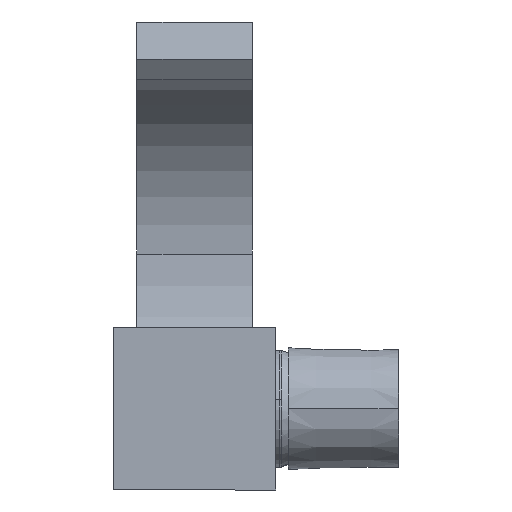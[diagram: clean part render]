
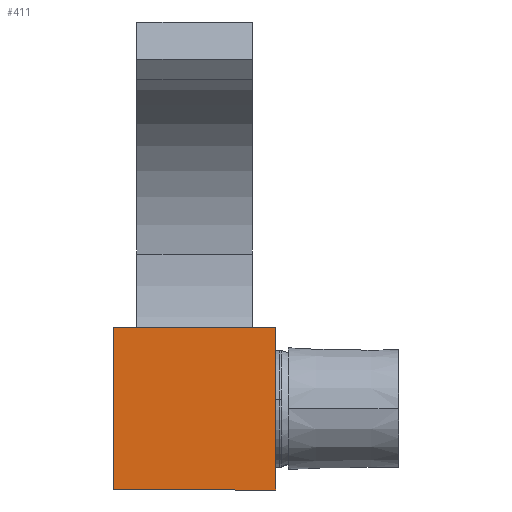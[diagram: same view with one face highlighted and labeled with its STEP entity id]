
A CAD part, front view. The second image highlights one B-rep face of the part: STEP entity #411.
In plain terms, the highlighted planar face has unit normal (0, -1, 0).
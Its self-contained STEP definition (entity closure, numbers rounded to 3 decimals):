
#85 = DIRECTION ( 'NONE',  ( 1., 0., 0. ) ) ;
#86 = EDGE_LOOP ( 'NONE', ( #1110, #212, #1315, #485 ) ) ;
#107 = LINE ( 'NONE', #1545, #746 ) ;
#212 = ORIENTED_EDGE ( 'NONE', *, *, #1166, .F. ) ;
#233 = DIRECTION ( 'NONE',  ( -1., 0., 0. ) ) ;
#325 = DIRECTION ( 'NONE',  ( 0., 1., 0. ) ) ;
#373 = VERTEX_POINT ( 'NONE', #555 ) ;
#387 = DIRECTION ( 'NONE',  ( 0., 0., 1. ) ) ;
#408 = CARTESIAN_POINT ( 'NONE',  ( 25., 0., 25. ) ) ;
#411 = ADVANCED_FACE ( 'NONE', ( #663 ), #909, .F. ) ;
#485 = ORIENTED_EDGE ( 'NONE', *, *, #1394, .F. ) ;
#512 = CARTESIAN_POINT ( 'NONE',  ( -25., 0., 25. ) ) ;
#519 = CARTESIAN_POINT ( 'NONE',  ( 25., 0., -25. ) ) ;
#525 = VECTOR ( 'NONE', #387, 1000. ) ;
#536 = LINE ( 'NONE', #408, #1101 ) ;
#555 = CARTESIAN_POINT ( 'NONE',  ( 25., 0., 25. ) ) ;
#638 = LINE ( 'NONE', #1120, #942 ) ;
#663 = FACE_OUTER_BOUND ( 'NONE', #86, .T. ) ;
#746 = VECTOR ( 'NONE', #233, 1000. ) ;
#749 = CARTESIAN_POINT ( 'NONE',  ( -25., 0., 25. ) ) ;
#909 = PLANE ( 'NONE',  #1325 ) ;
#942 = VECTOR ( 'NONE', #1500, 1000. ) ;
#948 = CARTESIAN_POINT ( 'NONE',  ( -25., 0., -25. ) ) ;
#949 = VERTEX_POINT ( 'NONE', #519 ) ;
#964 = EDGE_CURVE ( 'NONE', #1557, #1167, #1231, .T. ) ;
#1056 = DIRECTION ( 'NONE',  ( 0., 0., 1. ) ) ;
#1101 = VECTOR ( 'NONE', #85, 1000. ) ;
#1110 = ORIENTED_EDGE ( 'NONE', *, *, #964, .F. ) ;
#1120 = CARTESIAN_POINT ( 'NONE',  ( 25., 0., 25. ) ) ;
#1166 = EDGE_CURVE ( 'NONE', #949, #1557, #107, .T. ) ;
#1167 = VERTEX_POINT ( 'NONE', #749 ) ;
#1231 = LINE ( 'NONE', #512, #525 ) ;
#1315 = ORIENTED_EDGE ( 'NONE', *, *, #1471, .F. ) ;
#1325 = AXIS2_PLACEMENT_3D ( 'NONE', #1397, #325, #1056 ) ;
#1394 = EDGE_CURVE ( 'NONE', #1167, #373, #536, .T. ) ;
#1397 = CARTESIAN_POINT ( 'NONE',  ( -25., 0., -25. ) ) ;
#1471 = EDGE_CURVE ( 'NONE', #373, #949, #638, .T. ) ;
#1500 = DIRECTION ( 'NONE',  ( 0., 0., -1. ) ) ;
#1545 = CARTESIAN_POINT ( 'NONE',  ( 25., 0., -25. ) ) ;
#1557 = VERTEX_POINT ( 'NONE', #948 ) ;
